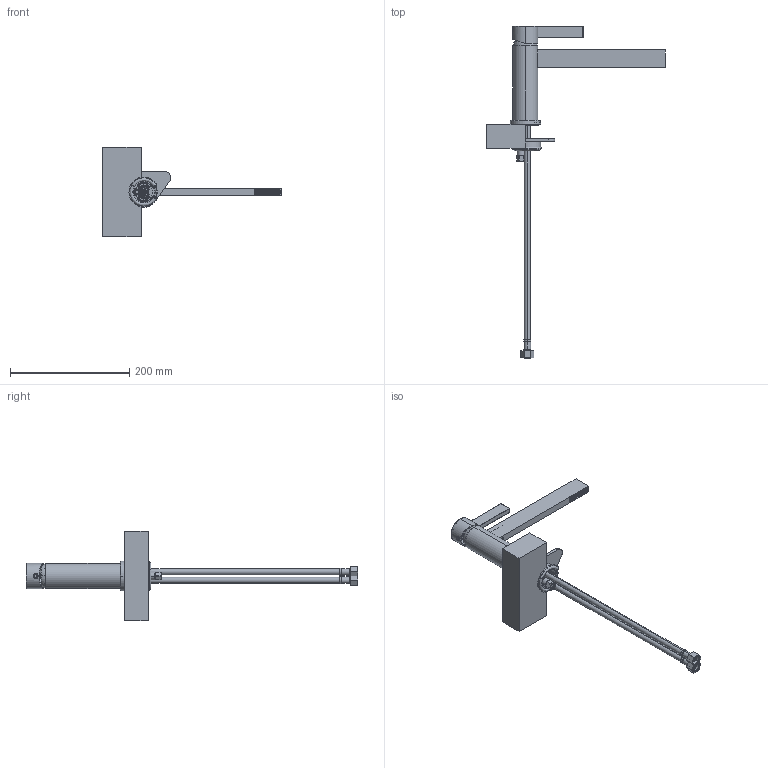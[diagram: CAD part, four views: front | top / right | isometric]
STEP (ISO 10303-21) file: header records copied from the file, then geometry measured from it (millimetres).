
FILE_DESCRIPTION (( 'STEP AP203' ), '1' );
FILE_NAME ('500223boc0_asm.STEP', '2018-09-13T21:22:45', ( '' ), ( '' ), 'SwSTEP 2.0', 'SolidWorks 2015', '' );
FILE_SCHEMA (( 'CONFIG_CONTROL_DESIGN' ));
Length unit declared in the file: millimetre
Products named in the file (65): TAVOLO35_AF5; 16000193_AF2_ASM; 04000090_AF13; 06000005_AF3; 12000219_AF3; 06000045_AF5; 04000009; 16000685_AF5_ASM; 11000019B; 06000107; 16000302_ASM; 16000668_AF2_ASM; 16000665_AF5_ASM; 16000787_AF7_ASM; 09000107_AF6; 03000018_AF3; 16000666_AF6_ASM; 14002000_AF3_ASM; 04000098_AF6; 07000023E_AF5; 16000787_AF6_ASM; 06000021; 11000019C; 16000442_AF3_ASM; 12053901; 01000157_AF3; 04000245; 16000658_AF5_ASM; 16000657_AF5_ASM; 06000067_AF3; 07000023F_AF5; 06001201_AF5; 06022007_AF7; 06020307_AF5; 11000019D; 16000669_AF3_ASM; 16000181_ASM; 04020204_AF11; 04000090_AF15; 16000670_ASM ...
Assembly tree (65 placements, depth 5):
  500223boc0_asm
    16000668_AF2_ASM
      01000157_AF3
      01000154_AF11
      06000067_AF3
      12000219_AF3
      04000090_AF12
      16000669_AF3_ASM
        04000090_AF13
        04000090_AF14
        04000090_AF15
        04000098_AF6
        04000098_AF7
      16001134_AF11_ASM
        04020204_AF11
    16000685_AF5_ASM
      07000024_AF5_ASM
        07000023A_AF5
        07000023B_AF5
        07000023D_AF5
        07000023C_AF5
        07000023E_AF5
        07000023F_AF5
        07000024G_AF5
    16000665_AF5_ASM
      06000045_AF5
      04000041_AF10
    16000666_AF6_ASM
      12000220_AF6
      04000041_AF11
    16000670_ASM
      02000096
      16000302_ASM
        11000019_ASM
          11000019A
          11000019B
          11000019C
          11000019D
      06022007
      06000021  x2
    16000193_AF2_ASM
      03000018_AF3
      03000016_AF3
      06020307_AF5
      06000107
      16000657_AF5_ASM
        06022007_AF7
      16000658_AF5_ASM
        05002003_AF5
    16000181_ASM
      12053901
      04000009
    16000787_AF6_ASM
      09000107_AF6
    16000787_AF7_ASM
      09000107_AF7
    TAVOLO35_AF5
    16000442_AF3_ASM
      14002000_AF3_ASM
        10017007_AF3
Bounding box: 300 x 556.45 x 150 mm (x, y, z)
Volume: 417434.4 mm3; surface area: 239208.5 mm2
Topology: 29 solids, 79 shells, 3037 faces, 8895 edges, 5788 vertices
Faces by surface type: plane 1436, cylinder 1149, cone 249, bspline 191, torus 12
Entity records: 119902 total; most frequent: CARTESIAN_POINT 30690, ORIENTED_EDGE 17468, DIRECTION 16959, EDGE_CURVE 8792, AXIS2_PLACEMENT_3D 5907, VERTEX_POINT 5754, LINE 5145, VECTOR 5145
